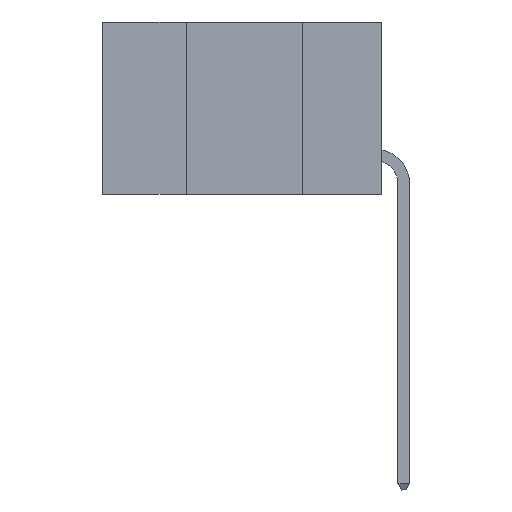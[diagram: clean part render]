
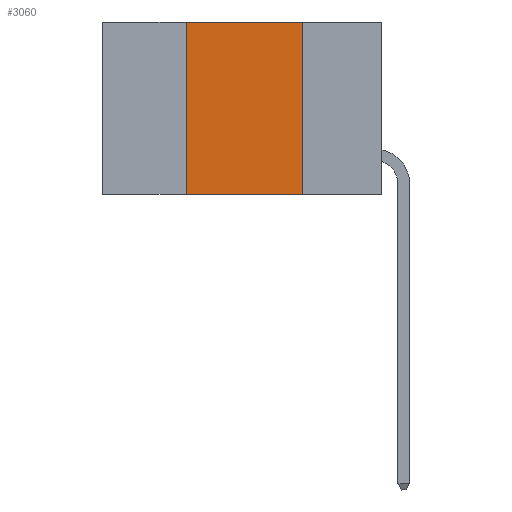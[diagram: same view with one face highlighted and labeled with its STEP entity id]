
A CAD part, left-side view. The second image highlights one B-rep face of the part: STEP entity #3060.
In plain terms, the highlighted planar face has unit normal (-1, 0, 0).
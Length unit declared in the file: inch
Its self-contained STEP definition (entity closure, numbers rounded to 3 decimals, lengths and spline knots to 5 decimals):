
#51 = ORIENTED_EDGE ( 'NONE', *, *, #555, .F. ) ;
#115 = CARTESIAN_POINT ( 'NONE',  ( 0., 0.42, 0. ) ) ;
#501 = VERTEX_POINT ( 'NONE', #5051 ) ;
#555 = EDGE_CURVE ( 'NONE', #2143, #2883, #9197, .T. ) ;
#815 = ORIENTED_EDGE ( 'NONE', *, *, #4047, .T. ) ;
#986 = CARTESIAN_POINT ( 'NONE',  ( 0., 0.17, 0. ) ) ;
#1028 = ORIENTED_EDGE ( 'NONE', *, *, #5362, .F. ) ;
#1799 = ORIENTED_EDGE ( 'NONE', *, *, #3316, .F. ) ;
#2052 = CARTESIAN_POINT ( 'NONE',  ( 0., 0.6, 0. ) ) ;
#2066 = DIRECTION ( 'NONE',  ( 0., -1., 0. ) ) ;
#2143 = VERTEX_POINT ( 'NONE', #2708 ) ;
#2189 = CARTESIAN_POINT ( 'NONE',  ( 0., 0.42, 0. ) ) ;
#2401 = VECTOR ( 'NONE', #7071, 39.37008 ) ;
#2708 = CARTESIAN_POINT ( 'NONE',  ( 0., 0.42, -0.37 ) ) ;
#2883 = VERTEX_POINT ( 'NONE', #115 ) ;
#3060 = ADVANCED_FACE ( 'NONE', ( #7283 ), #6453, .F. ) ;
#3193 = AXIS2_PLACEMENT_3D ( 'NONE', #4385, #6494, #6488 ) ;
#3316 = EDGE_CURVE ( 'NONE', #2883, #6482, #4380, .T. ) ;
#4047 = EDGE_CURVE ( 'NONE', #2143, #501, #6380, .T. ) ;
#4380 = LINE ( 'NONE', #2052, #9375 ) ;
#4385 = CARTESIAN_POINT ( 'NONE',  ( 0., 0.6, 0. ) ) ;
#4593 = LINE ( 'NONE', #8732, #6070 ) ;
#4687 = DIRECTION ( 'NONE',  ( 0., 0., -1. ) ) ;
#5051 = CARTESIAN_POINT ( 'NONE',  ( 0., 0.17, -0.37 ) ) ;
#5362 = EDGE_CURVE ( 'NONE', #6482, #501, #4593, .T. ) ;
#6070 = VECTOR ( 'NONE', #4687, 39.37008 ) ;
#6380 = LINE ( 'NONE', #7591, #2401 ) ;
#6453 = PLANE ( 'NONE',  #3193 ) ;
#6482 = VERTEX_POINT ( 'NONE', #986 ) ;
#6488 = DIRECTION ( 'NONE',  ( 0., 0., -1. ) ) ;
#6494 = DIRECTION ( 'NONE',  ( 1., 0., 0. ) ) ;
#7071 = DIRECTION ( 'NONE',  ( 0., -1., 0. ) ) ;
#7192 = EDGE_LOOP ( 'NONE', ( #1028, #1799, #51, #815 ) ) ;
#7283 = FACE_OUTER_BOUND ( 'NONE', #7192, .T. ) ;
#7591 = CARTESIAN_POINT ( 'NONE',  ( 0., 0.6, -0.37 ) ) ;
#8732 = CARTESIAN_POINT ( 'NONE',  ( 0., 0.17, 0. ) ) ;
#8942 = DIRECTION ( 'NONE',  ( 0., 0., 1. ) ) ;
#8991 = VECTOR ( 'NONE', #8942, 39.37008 ) ;
#9197 = LINE ( 'NONE', #2189, #8991 ) ;
#9375 = VECTOR ( 'NONE', #2066, 39.37008 ) ;
